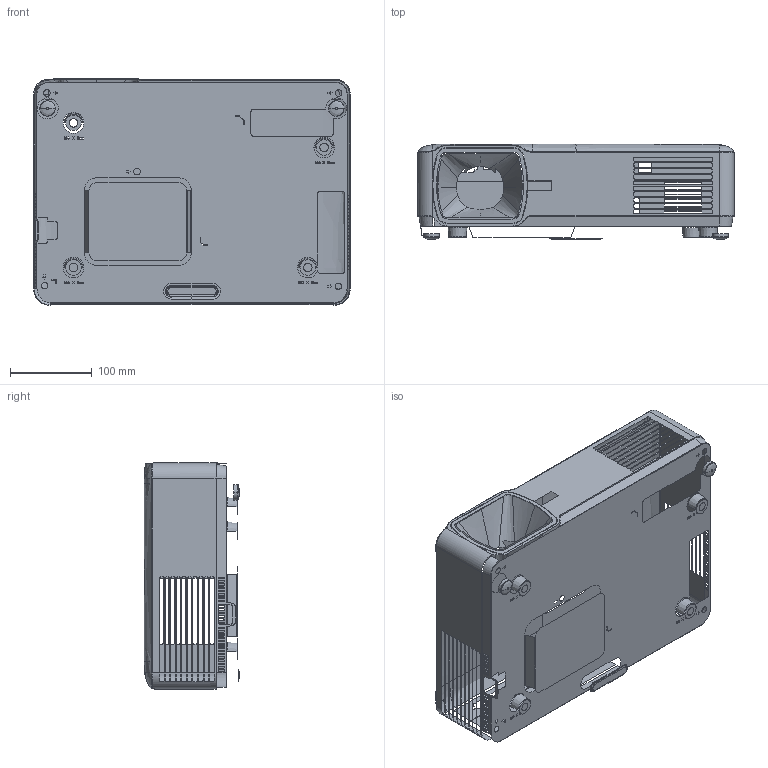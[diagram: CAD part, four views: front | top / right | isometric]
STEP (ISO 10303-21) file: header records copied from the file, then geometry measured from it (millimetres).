
FILE_DESCRIPTION((''),'2;1');
FILE_NAME('SINGLE','2020-05-12T',('ChenPet'),(''),'PRO/ENGINEER BY PARAMETRIC TECHNOLOGY CORPORATION, 2009440','PRO/ENGINEER BY PARAMETRIC TECHNOLOGY CORPORATION, 2009440','');
FILE_SCHEMA(('CONFIG_CONTROL_DESIGN'));
Length unit declared in the file: millimetre
Products named in the file (1): SINGLE
Bounding box: 386.2 x 116.19 x 276.6 mm (x, y, z)
Surface area: 290157.1 mm2 (no closed solid volume)
Topology: 0 solids, 25 shells, 83 faces, 1936 edges, 1867 vertices
Faces by surface type: bspline 29, plane 26, cone 8, cylinder 8, torus 5, revolution 4, extrusion 3
Entity records: 19884 total; most frequent: CARTESIAN_POINT 8374, ORIENTED_EDGE 2060, EDGE_CURVE 1936, VERTEX_POINT 1867, DIRECTION 1641, VECTOR 1147, LINE 1144, B_SPLINE_CURVE_WITH_KNOTS 601
